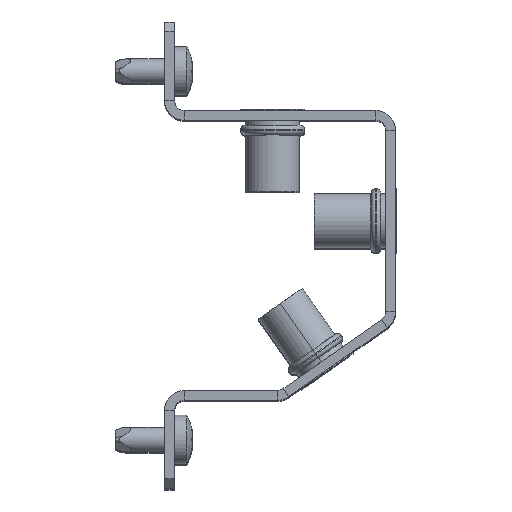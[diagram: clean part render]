
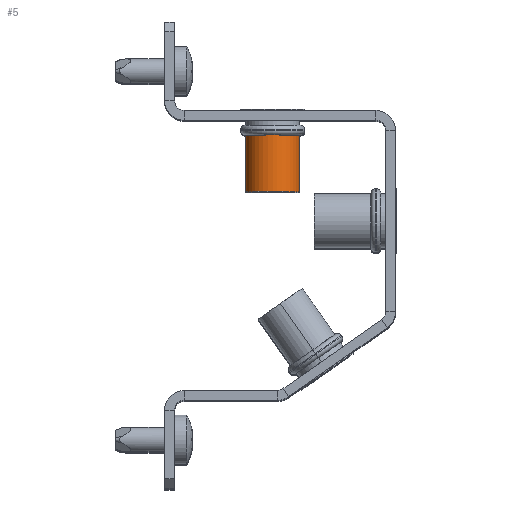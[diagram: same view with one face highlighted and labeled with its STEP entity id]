
A CAD part, top view. The second image highlights one B-rep face of the part: STEP entity #5.
In plain terms, the highlighted cylindrical face has radius 5.5 mm (diameter 11 mm), a partial arc.
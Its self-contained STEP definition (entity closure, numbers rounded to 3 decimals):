
#3 = CARTESIAN_POINT ( 'NONE',  ( 16.7, 0., 5.5 ) ) ;
#5 = ADVANCED_FACE ( 'NONE', ( #842 ), #2738, .T. ) ;
#13 = DIRECTION ( 'NONE',  ( -1., 0., 0. ) ) ;
#77 = VECTOR ( 'NONE', #4562, 1000. ) ;
#103 = EDGE_CURVE ( 'NONE', #4609, #3691, #4399, .T. ) ;
#187 = CARTESIAN_POINT ( 'NONE',  ( 16.7, 0., 0. ) ) ;
#188 = LINE ( 'NONE', #858, #77 ) ;
#266 = ORIENTED_EDGE ( 'NONE', *, *, #3761, .T. ) ;
#290 = EDGE_CURVE ( 'NONE', #4445, #4609, #188, .T. ) ;
#296 = AXIS2_PLACEMENT_3D ( 'NONE', #4159, #2933, #4486 ) ;
#653 = CARTESIAN_POINT ( 'NONE',  ( 0., 0., 0. ) ) ;
#685 = CARTESIAN_POINT ( 'NONE',  ( 0., 0., -5.5 ) ) ;
#842 = FACE_OUTER_BOUND ( 'NONE', #2943, .T. ) ;
#858 = CARTESIAN_POINT ( 'NONE',  ( 0., 0., 5.5 ) ) ;
#1003 = ORIENTED_EDGE ( 'NONE', *, *, #290, .F. ) ;
#1057 = LINE ( 'NONE', #685, #4389 ) ;
#1281 = CARTESIAN_POINT ( 'NONE',  ( 16.7, 0., -5.5 ) ) ;
#1770 = CARTESIAN_POINT ( 'NONE',  ( 5.2, 0., -5.5 ) ) ;
#1838 = ORIENTED_EDGE ( 'NONE', *, *, #2451, .T. ) ;
#2363 = VERTEX_POINT ( 'NONE', #1281 ) ;
#2451 = EDGE_CURVE ( 'NONE', #4445, #2363, #3815, .T. ) ;
#2477 = AXIS2_PLACEMENT_3D ( 'NONE', #187, #4298, #3963 ) ;
#2738 = CYLINDRICAL_SURFACE ( 'NONE', #4238, 5.5 ) ;
#2933 = DIRECTION ( 'NONE',  ( -1., 0., 0. ) ) ;
#2943 = EDGE_LOOP ( 'NONE', ( #1838, #266, #4009, #1003 ) ) ;
#3636 = DIRECTION ( 'NONE',  ( 0., 0., 1. ) ) ;
#3652 = DIRECTION ( 'NONE',  ( -1., 0., 0. ) ) ;
#3691 = VERTEX_POINT ( 'NONE', #1770 ) ;
#3761 = EDGE_CURVE ( 'NONE', #2363, #3691, #1057, .T. ) ;
#3815 = CIRCLE ( 'NONE', #2477, 5.5 ) ;
#3963 = DIRECTION ( 'NONE',  ( 0., 0., 1. ) ) ;
#4009 = ORIENTED_EDGE ( 'NONE', *, *, #103, .F. ) ;
#4159 = CARTESIAN_POINT ( 'NONE',  ( 5.2, 0., 0. ) ) ;
#4238 = AXIS2_PLACEMENT_3D ( 'NONE', #653, #3652, #3636 ) ;
#4298 = DIRECTION ( 'NONE',  ( -1., 0., 0. ) ) ;
#4389 = VECTOR ( 'NONE', #13, 1000. ) ;
#4399 = CIRCLE ( 'NONE', #296, 5.5 ) ;
#4445 = VERTEX_POINT ( 'NONE', #3 ) ;
#4486 = DIRECTION ( 'NONE',  ( 0., 0., 1. ) ) ;
#4562 = DIRECTION ( 'NONE',  ( -1., 0., 0. ) ) ;
#4609 = VERTEX_POINT ( 'NONE', #4612 ) ;
#4612 = CARTESIAN_POINT ( 'NONE',  ( 5.2, 0., 5.5 ) ) ;
